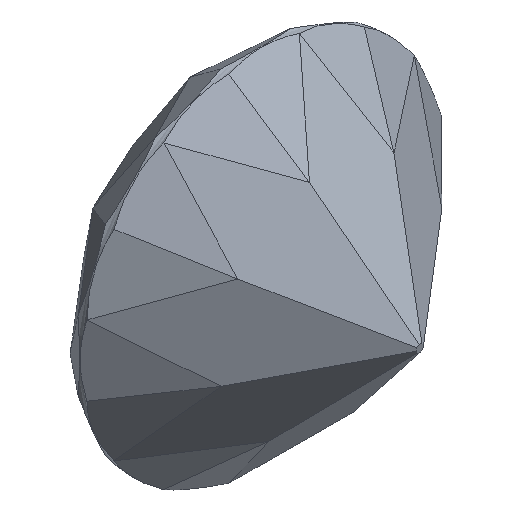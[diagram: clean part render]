
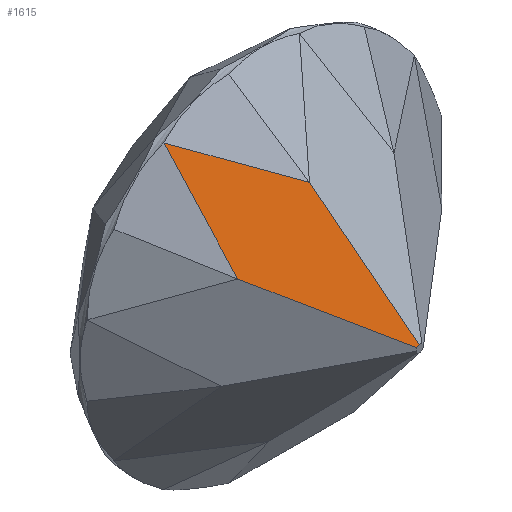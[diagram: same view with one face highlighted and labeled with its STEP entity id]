
A CAD part, isometric view. The second image highlights one B-rep face of the part: STEP entity #1615.
In plain terms, the highlighted planar face has unit normal (-0.367, -0.751, 0.549).
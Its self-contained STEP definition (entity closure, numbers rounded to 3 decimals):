
#31 = EDGE_CURVE ( 'NONE', #714, #485, #1271, .T. ) ;
#39 = ORIENTED_EDGE ( 'NONE', *, *, #1318, .T. ) ;
#69 = LINE ( 'NONE', #266, #1339 ) ;
#110 = CARTESIAN_POINT ( 'NONE',  ( -0.652, -0.147, 0.806 ) ) ;
#155 = FACE_OUTER_BOUND ( 'NONE', #1084, .T. ) ;
#178 = VERTEX_POINT ( 'NONE', #247 ) ;
#213 = VECTOR ( 'NONE', #445, 1000. ) ;
#238 = CARTESIAN_POINT ( 'NONE',  ( -0.667, 0., 0.998 ) ) ;
#247 = CARTESIAN_POINT ( 'NONE',  ( -0.005, -1.034, 0.024 ) ) ;
#266 = CARTESIAN_POINT ( 'NONE',  ( -0.667, 0., 0.998 ) ) ;
#278 = DIRECTION ( 'NONE',  ( 0., 0.59, 0.807 ) ) ;
#279 = VERTEX_POINT ( 'NONE', #694 ) ;
#287 = CARTESIAN_POINT ( 'NONE',  ( -0.622, -0.447, 0.416 ) ) ;
#324 = EDGE_CURVE ( 'NONE', #178, #1423, #747, .T. ) ;
#433 = CARTESIAN_POINT ( 'NONE',  ( 1.345, -1.034, 0.926 ) ) ;
#445 = DIRECTION ( 'NONE',  ( -0.831, 0., -0.556 ) ) ;
#482 = DIRECTION ( 'NONE',  ( -0.151, 0.63, 0.761 ) ) ;
#485 = VERTEX_POINT ( 'NONE', #287 ) ;
#535 = CARTESIAN_POINT ( 'NONE',  ( 0.691, 0., 1.905 ) ) ;
#555 = ORIENTED_EDGE ( 'NONE', *, *, #831, .F. ) ;
#566 = VECTOR ( 'NONE', #1065, 1000. ) ;
#601 = VECTOR ( 'NONE', #1327, 1000. ) ;
#647 = VECTOR ( 'NONE', #482, 1000. ) ;
#694 = CARTESIAN_POINT ( 'NONE',  ( -0.146, -0.447, 0.734 ) ) ;
#714 = VERTEX_POINT ( 'NONE', #238 ) ;
#747 = LINE ( 'NONE', #433, #213 ) ;
#775 = ORIENTED_EDGE ( 'NONE', *, *, #31, .T. ) ;
#782 = PLANE ( 'NONE',  #1432 ) ;
#793 = DIRECTION ( 'NONE',  ( 0.367, 0.751, -0.549 ) ) ;
#831 = EDGE_CURVE ( 'NONE', #1423, #485, #942, .T. ) ;
#942 = LINE ( 'NONE', #1080, #601 ) ;
#977 = DIRECTION ( 'NONE',  ( -0.708, 0.608, 0.359 ) ) ;
#980 = LINE ( 'NONE', #1267, #647 ) ;
#1065 = DIRECTION ( 'NONE',  ( 0.061, -0.608, -0.792 ) ) ;
#1080 = CARTESIAN_POINT ( 'NONE',  ( -1.25, 0.166, 0.835 ) ) ;
#1084 = EDGE_LOOP ( 'NONE', ( #1204, #775, #555, #1618, #39 ) ) ;
#1204 = ORIENTED_EDGE ( 'NONE', *, *, #1447, .T. ) ;
#1267 = CARTESIAN_POINT ( 'NONE',  ( -0.304, 0.213, 1.531 ) ) ;
#1271 = LINE ( 'NONE', #110, #566 ) ;
#1318 = EDGE_CURVE ( 'NONE', #178, #279, #980, .T. ) ;
#1327 = DIRECTION ( 'NONE',  ( -0.646, 0.63, 0.431 ) ) ;
#1334 = CARTESIAN_POINT ( 'NONE',  ( -0.021, -1.034, 0.014 ) ) ;
#1339 = VECTOR ( 'NONE', #977, 1000. ) ;
#1423 = VERTEX_POINT ( 'NONE', #1334 ) ;
#1432 = AXIS2_PLACEMENT_3D ( 'NONE', #535, #793, #278 ) ;
#1447 = EDGE_CURVE ( 'NONE', #279, #714, #69, .T. ) ;
#1615 = ADVANCED_FACE ( 'NONE', ( #155 ), #782, .F. ) ;
#1618 = ORIENTED_EDGE ( 'NONE', *, *, #324, .F. ) ;
